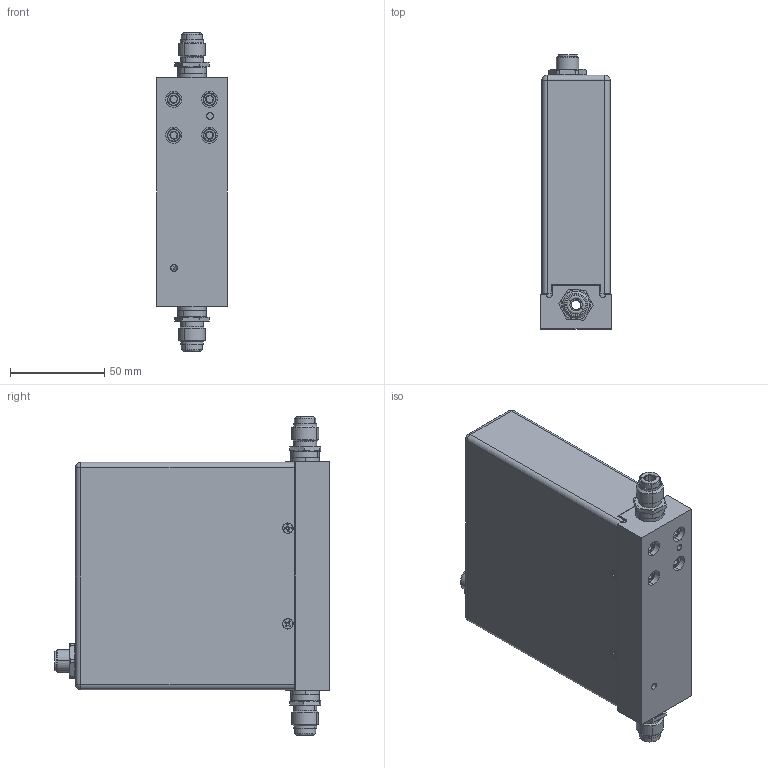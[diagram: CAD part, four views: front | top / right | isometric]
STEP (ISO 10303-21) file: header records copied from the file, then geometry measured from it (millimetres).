
FILE_DESCRIPTION (( 'STEP AP214' ), '1' );
FILE_NAME ('PPCMA-4-VCR-D-NET.STEP', '2017-08-14T14:24:33', ( '' ), ( '' ), 'SwSTEP 2.0', 'SolidWorks 2015', '' );
FILE_SCHEMA (( 'AUTOMOTIVE_DESIGN' ));
Length unit declared in the file: inch
Products named in the file (1): PPCMA-4-VCR-D-NET
Bounding box: 37.59 x 145.49 x 169.16 mm (x, y, z)
Surface area: 57679.2 mm2 (no closed solid volume)
Topology: 0 solids, 26 shells, 414 faces, 1292 edges, 885 vertices
Faces by surface type: plane 191, cylinder 123, cone 92, bspline 4, sphere 4
Entity records: 20227 total; most frequent: CARTESIAN_POINT 3621, DIRECTION 2367, ORIENTED_EDGE 2076, EDGE_CURVE 1280, VERTEX_POINT 885, AXIS2_PLACEMENT_3D 859, VECTOR 649, LINE 649
